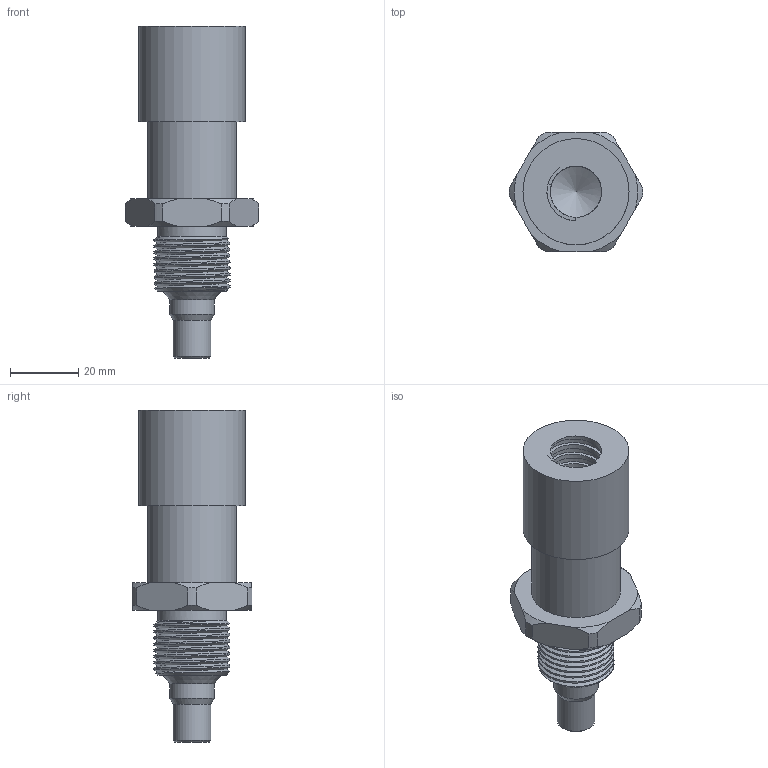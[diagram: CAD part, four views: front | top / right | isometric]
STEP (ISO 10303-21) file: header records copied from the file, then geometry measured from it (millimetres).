
FILE_DESCRIPTION(/* description */ (''),/* implementation_level */ '2;1');
FILE_NAME(/* name */ 'BH1F(3KV).stp',/* time_stamp */ '2014-11-28T13:45:03+01:00',/* author */ ('sh'),/* organization */ (''),/* preprocessor_version */ 'ST-DEVELOPER v15.2',/* originating_system */ 'Autodesk Inventor 2014',/* authorisation */ '');
FILE_SCHEMA (('AUTOMOTIVE_DESIGN { 1 0 10303 214 3 1 1 }'));
Length unit declared in the file: millimetre
Products named in the file (1): BH1F(3KV)
Bounding box: 38.99 x 35 x 97 mm (x, y, z)
Volume: 46132 mm3; surface area: 12362.9 mm2
Topology: 1 solids, 1 shells, 57 faces, 137 edges, 88 vertices
Faces by surface type: plane 18, cone 18, cylinder 17, bspline 4
Full cylindrical faces by diameter (mm): 4.5 x1, 11 x1, 13 x1, 20 x1, 25.5 x1, 26 x1, 30 x1, 31 x1
Entity records: 4001 total; most frequent: CARTESIAN_POINT 2741, ORIENTED_EDGE 242, DIRECTION 238, EDGE_CURVE 121, AXIS2_PLACEMENT_3D 103, VERTEX_POINT 85, EDGE_LOOP 76, ADVANCED_FACE 57
